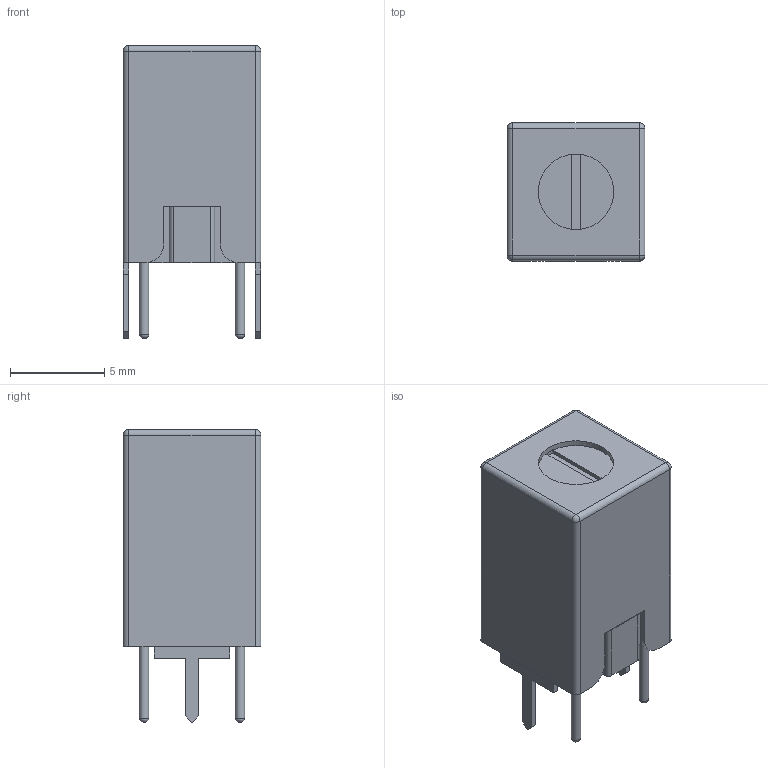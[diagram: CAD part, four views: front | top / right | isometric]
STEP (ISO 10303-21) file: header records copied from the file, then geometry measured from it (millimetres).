
FILE_DESCRIPTION(('FreeCAD Model'),'2;1');
FILE_NAME('71EC.stp', '2015-04-19T11:34:47',('FreeCAD'),('FreeCAD'), 'Open CASCADE STEP processor 6.7','FreeCAD','Unknown');
FILE_SCHEMA(('AUTOMOTIVE_DESIGN_CC2 { 1 2 10303 214 -1 1 5 4 }'));
Length unit declared in the file: millimetre
Products named in the file (4): Fillet002; Fusion002; Pocket003; Fusion001
Bounding box: 7.3 x 7.3 x 15.5 mm (x, y, z)
Volume: 272 mm3; surface area: 1170.8 mm2
Topology: 6 solids, 6 shells, 134 faces, 325 edges, 205 vertices
Faces by surface type: plane 96, cylinder 31, sphere 4, revolution 3
Full cylindrical faces by diameter (mm): 0.5 x3, 1 x1, 3 x2, 4 x2, 4.4 x1
Entity records: 8392 total; most frequent: CARTESIAN_POINT 1670, DIRECTION 1253, LINE 817, VECTOR 817, ORIENTED_EDGE 650, PCURVE 650, DEFINITIONAL_REPRESENTATION 650, EDGE_CURVE 325
